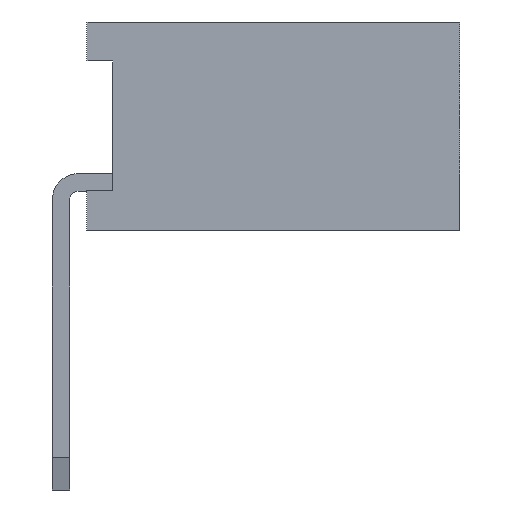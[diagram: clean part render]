
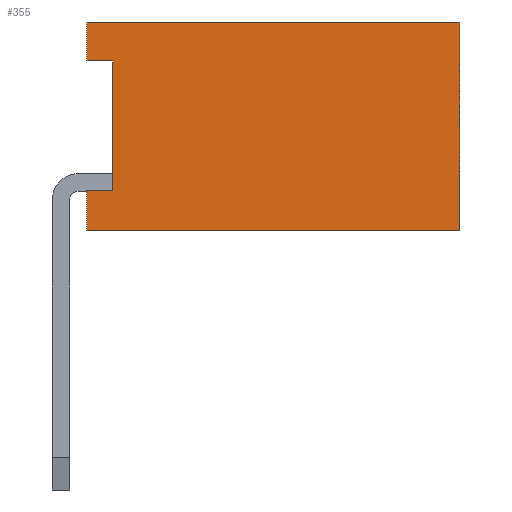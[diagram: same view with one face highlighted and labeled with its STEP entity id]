
A CAD part, left-side view. The second image highlights one B-rep face of the part: STEP entity #355.
In plain terms, the highlighted planar face has unit normal (-1, 0, 0).
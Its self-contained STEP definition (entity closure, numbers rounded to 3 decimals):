
#355=ADVANCED_FACE('',(#13884),#13886,.T.);
#13884=FACE_BOUND('',#13885,.T.);
#13885=EDGE_LOOP('',(#24671,#24672,#24673,#24674,#24675,#24676,#24677,#24678));
#13886=PLANE('',#13887);
#13887=AXIS2_PLACEMENT_3D('',#13888,#13889,#13890);
#13888=CARTESIAN_POINT('',(-1.,-4.6,0.));
#13889=DIRECTION('',(-1.,0.,0.));
#13890=DIRECTION('',(0.,0.,1.));
#24671=ORIENTED_EDGE('',*,*,#32745,.T.);
#24672=ORIENTED_EDGE('',*,*,#32849,.T.);
#24673=ORIENTED_EDGE('',*,*,#32646,.T.);
#24674=ORIENTED_EDGE('',*,*,#32848,.F.);
#24675=ORIENTED_EDGE('',*,*,#32850,.F.);
#24676=ORIENTED_EDGE('',*,*,#32851,.T.);
#24677=ORIENTED_EDGE('',*,*,#32852,.T.);
#24678=ORIENTED_EDGE('',*,*,#32843,.F.);
#32646=EDGE_CURVE('',#36743,#36740,#36744,.F.);
#32745=EDGE_CURVE('',#36941,#36939,#36942,.F.);
#32843=EDGE_CURVE('',#36941,#37130,#37131,.T.);
#32848=EDGE_CURVE('',#37137,#36740,#37139,.T.);
#32849=EDGE_CURVE('',#36939,#36743,#37140,.T.);
#32850=EDGE_CURVE('',#37141,#37137,#37142,.T.);
#32851=EDGE_CURVE('',#37141,#37143,#37144,.T.);
#32852=EDGE_CURVE('',#37143,#37130,#37145,.T.);
#36740=VERTEX_POINT('',#43473);
#36743=VERTEX_POINT('',#43478);
#36744=LINE('',#43479,#43480);
#36939=VERTEX_POINT('',#43870);
#36941=VERTEX_POINT('',#43874);
#36942=LINE('',#43875,#43876);
#37130=VERTEX_POINT('',#44259);
#37131=LINE('',#44260,#44261);
#37137=VERTEX_POINT('',#44274);
#37139=LINE('',#44278,#44279);
#37140=LINE('',#44281,#44282);
#37141=VERTEX_POINT('',#44284);
#37142=LINE('',#44285,#44286);
#37143=VERTEX_POINT('',#44288);
#37144=LINE('',#44289,#44290);
#37145=LINE('',#44292,#44293);
#43473=CARTESIAN_POINT('',(-1.,-0.3,0.45));
#43478=CARTESIAN_POINT('',(-1.,-0.6,0.45));
#43479=CARTESIAN_POINT('',(-1.,-0.3,0.45));
#43480=VECTOR('',#43481,1.);
#43481=DIRECTION('',(0.,-1.,0.));
#43870=CARTESIAN_POINT('',(-1.,-0.6,1.95));
#43874=CARTESIAN_POINT('',(-1.,-0.3,1.95));
#43875=CARTESIAN_POINT('',(-1.,-0.6,1.95));
#43876=VECTOR('',#43877,1.);
#43877=DIRECTION('',(0.,1.,0.));
#44259=CARTESIAN_POINT('',(-1.,-0.3,2.4));
#44260=CARTESIAN_POINT('',(-1.,-0.3,1.95));
#44261=VECTOR('',#44262,1.);
#44262=DIRECTION('',(0.,0.,1.));
#44274=CARTESIAN_POINT('',(-1.,-0.3,0.));
#44278=CARTESIAN_POINT('',(-1.,-0.3,0.));
#44279=VECTOR('',#44280,1.);
#44280=DIRECTION('',(0.,0.,1.));
#44281=CARTESIAN_POINT('',(-1.,-0.6,1.95));
#44282=VECTOR('',#44283,1.);
#44283=DIRECTION('',(0.,0.,-1.));
#44284=CARTESIAN_POINT('',(-1.,-4.6,0.));
#44285=CARTESIAN_POINT('',(-1.,-4.6,0.));
#44286=VECTOR('',#44287,1.);
#44287=DIRECTION('',(0.,1.,0.));
#44288=CARTESIAN_POINT('',(-1.,-4.6,2.4));
#44289=CARTESIAN_POINT('',(-1.,-4.6,0.));
#44290=VECTOR('',#44291,1.);
#44291=DIRECTION('',(0.,0.,1.));
#44292=CARTESIAN_POINT('',(-1.,-4.6,2.4));
#44293=VECTOR('',#44294,1.);
#44294=DIRECTION('',(0.,1.,0.));
